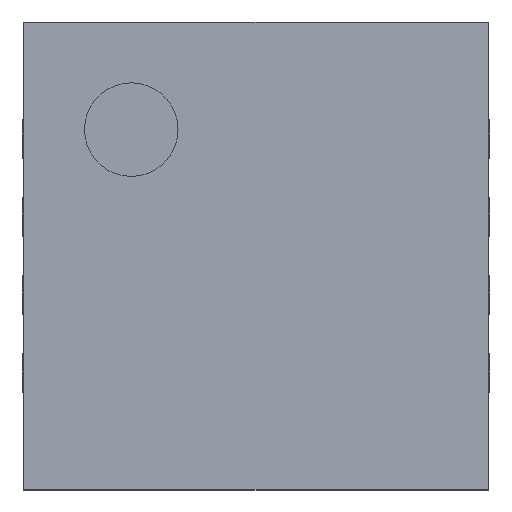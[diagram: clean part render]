
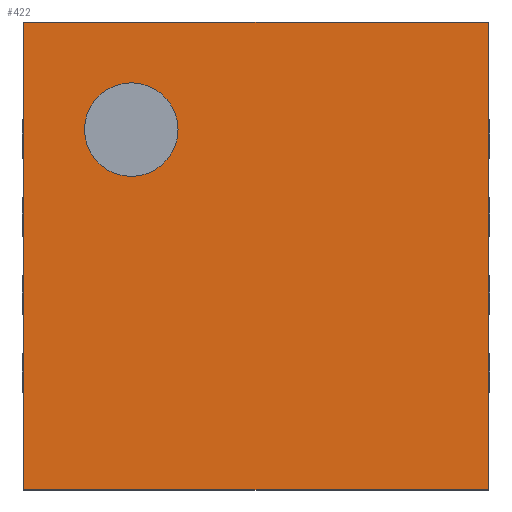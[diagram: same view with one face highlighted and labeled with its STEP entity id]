
A CAD part, top view. The second image highlights one B-rep face of the part: STEP entity #422.
In plain terms, the highlighted planar face has unit normal (0, 0, 1).
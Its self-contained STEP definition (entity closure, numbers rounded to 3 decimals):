
#12 = EDGE_CURVE ( 'NONE', #1338, #257, #881, .T. ) ;
#65 = DIRECTION ( 'NONE',  ( 0., 0., 1. ) ) ;
#192 = ORIENTED_EDGE ( 'NONE', *, *, #599, .T. ) ;
#219 = VERTEX_POINT ( 'NONE', #1655 ) ;
#231 = LINE ( 'NONE', #1200, #1235 ) ;
#257 = VERTEX_POINT ( 'NONE', #1827 ) ;
#268 = DIRECTION ( 'NONE',  ( 1., 0., 0. ) ) ;
#387 = LINE ( 'NONE', #1234, #1688 ) ;
#393 = ORIENTED_EDGE ( 'NONE', *, *, #1755, .T. ) ;
#399 = DIRECTION ( 'NONE',  ( 0., -1., 0. ) ) ;
#422 = ADVANCED_FACE ( 'NONE', ( #1303, #1152 ), #1127, .T. ) ;
#453 = VECTOR ( 'NONE', #801, 1000. ) ;
#487 = CARTESIAN_POINT ( 'NONE',  ( 0., 0., 0.8 ) ) ;
#546 = EDGE_CURVE ( 'NONE', #219, #1485, #715, .T. ) ;
#584 = EDGE_CURVE ( 'NONE', #2085, #621, #387, .T. ) ;
#599 = EDGE_CURVE ( 'NONE', #1485, #2085, #231, .T. ) ;
#621 = VERTEX_POINT ( 'NONE', #752 ) ;
#696 = CARTESIAN_POINT ( 'NONE',  ( -1.49, -1.5, 0.8 ) ) ;
#715 = LINE ( 'NONE', #1701, #1194 ) ;
#752 = CARTESIAN_POINT ( 'NONE',  ( 1.49, -1.5, 0.8 ) ) ;
#760 = CIRCLE ( 'NONE', #1397, 0.3 ) ;
#801 = DIRECTION ( 'NONE',  ( 0., 1., 0. ) ) ;
#829 = ORIENTED_EDGE ( 'NONE', *, *, #12, .F. ) ;
#881 = CIRCLE ( 'NONE', #1237, 0.3 ) ;
#1127 = PLANE ( 'NONE',  #1437 ) ;
#1152 = FACE_OUTER_BOUND ( 'NONE', #1515, .T. ) ;
#1194 = VECTOR ( 'NONE', #1375, 1000. ) ;
#1200 = CARTESIAN_POINT ( 'NONE',  ( -1.49, 1.5, 0.8 ) ) ;
#1204 = CARTESIAN_POINT ( 'NONE',  ( -0.8, 0.81, 0.8 ) ) ;
#1234 = CARTESIAN_POINT ( 'NONE',  ( -1.49, -1.5, 0.8 ) ) ;
#1235 = VECTOR ( 'NONE', #399, 1000. ) ;
#1237 = AXIS2_PLACEMENT_3D ( 'NONE', #1860, #65, #1366 ) ;
#1301 = DIRECTION ( 'NONE',  ( 0., 0., 1. ) ) ;
#1303 = FACE_BOUND ( 'NONE', #1822, .T. ) ;
#1308 = ORIENTED_EDGE ( 'NONE', *, *, #584, .T. ) ;
#1338 = VERTEX_POINT ( 'NONE', #1492 ) ;
#1366 = DIRECTION ( 'NONE',  ( 1., 0., 0. ) ) ;
#1375 = DIRECTION ( 'NONE',  ( -1., 0., 0. ) ) ;
#1387 = EDGE_CURVE ( 'NONE', #257, #1338, #760, .T. ) ;
#1397 = AXIS2_PLACEMENT_3D ( 'NONE', #1204, #1544, #2043 ) ;
#1437 = AXIS2_PLACEMENT_3D ( 'NONE', #487, #1301, #1804 ) ;
#1478 = LINE ( 'NONE', #1753, #453 ) ;
#1485 = VERTEX_POINT ( 'NONE', #1953 ) ;
#1492 = CARTESIAN_POINT ( 'NONE',  ( -1.1, 0.81, 0.8 ) ) ;
#1515 = EDGE_LOOP ( 'NONE', ( #192, #1308, #393, #1828 ) ) ;
#1544 = DIRECTION ( 'NONE',  ( 0., 0., 1. ) ) ;
#1655 = CARTESIAN_POINT ( 'NONE',  ( 1.49, 1.5, 0.8 ) ) ;
#1688 = VECTOR ( 'NONE', #268, 1000. ) ;
#1701 = CARTESIAN_POINT ( 'NONE',  ( -1.49, 1.5, 0.8 ) ) ;
#1753 = CARTESIAN_POINT ( 'NONE',  ( 1.49, 1.5, 0.8 ) ) ;
#1755 = EDGE_CURVE ( 'NONE', #621, #219, #1478, .T. ) ;
#1804 = DIRECTION ( 'NONE',  ( 1., 0., 0. ) ) ;
#1822 = EDGE_LOOP ( 'NONE', ( #1917, #829 ) ) ;
#1827 = CARTESIAN_POINT ( 'NONE',  ( -0.5, 0.81, 0.8 ) ) ;
#1828 = ORIENTED_EDGE ( 'NONE', *, *, #546, .T. ) ;
#1860 = CARTESIAN_POINT ( 'NONE',  ( -0.8, 0.81, 0.8 ) ) ;
#1917 = ORIENTED_EDGE ( 'NONE', *, *, #1387, .F. ) ;
#1953 = CARTESIAN_POINT ( 'NONE',  ( -1.49, 1.5, 0.8 ) ) ;
#2043 = DIRECTION ( 'NONE',  ( 1., 0., 0. ) ) ;
#2085 = VERTEX_POINT ( 'NONE', #696 ) ;
